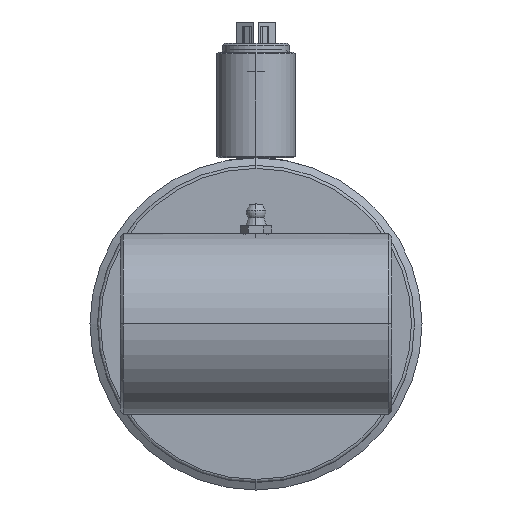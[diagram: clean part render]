
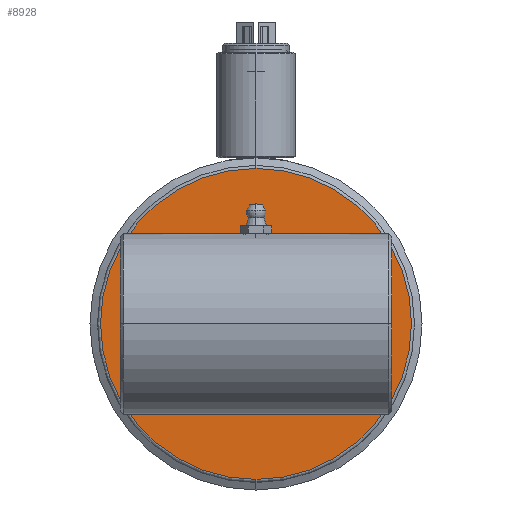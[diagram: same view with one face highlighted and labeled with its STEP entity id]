
A CAD part, left-side view. The second image highlights one B-rep face of the part: STEP entity #8928.
In plain terms, the highlighted planar face has unit normal (-1, 0, 0).
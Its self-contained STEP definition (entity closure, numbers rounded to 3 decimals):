
#265 = CARTESIAN_POINT ( 'NONE',  ( -13., 0., -51.5 ) ) ;
#314 = CIRCLE ( 'NONE', #2820, 51.5 ) ;
#408 = AXIS2_PLACEMENT_3D ( 'NONE', #1841, #4038, #6404 ) ;
#563 = AXIS2_PLACEMENT_3D ( 'NONE', #5117, #5162, #8902 ) ;
#576 = CARTESIAN_POINT ( 'NONE',  ( -13., 0., 51.5 ) ) ;
#1701 = VERTEX_POINT ( 'NONE', #576 ) ;
#1841 = CARTESIAN_POINT ( 'NONE',  ( -13., 0., 0. ) ) ;
#2290 = ORIENTED_EDGE ( 'NONE', *, *, #2454, .T. ) ;
#2454 = EDGE_CURVE ( 'NONE', #1701, #7675, #314, .T. ) ;
#2498 = DIRECTION ( 'NONE',  ( 0., 0., 1. ) ) ;
#2820 = AXIS2_PLACEMENT_3D ( 'NONE', #6962, #6174, #2498 ) ;
#4038 = DIRECTION ( 'NONE',  ( -1., 0., 0. ) ) ;
#4159 = CIRCLE ( 'NONE', #408, 51.5 ) ;
#4419 = PLANE ( 'NONE',  #563 ) ;
#4831 = EDGE_CURVE ( 'NONE', #7675, #1701, #4159, .T. ) ;
#5117 = CARTESIAN_POINT ( 'NONE',  ( -13., 0., 51.5 ) ) ;
#5162 = DIRECTION ( 'NONE',  ( -1., 0., 0. ) ) ;
#5603 = EDGE_LOOP ( 'NONE', ( #2290, #6788 ) ) ;
#6174 = DIRECTION ( 'NONE',  ( -1., 0., 0. ) ) ;
#6404 = DIRECTION ( 'NONE',  ( 0., 0., 1. ) ) ;
#6788 = ORIENTED_EDGE ( 'NONE', *, *, #4831, .T. ) ;
#6962 = CARTESIAN_POINT ( 'NONE',  ( -13., 0., 0. ) ) ;
#7371 = FACE_OUTER_BOUND ( 'NONE', #5603, .T. ) ;
#7675 = VERTEX_POINT ( 'NONE', #265 ) ;
#8902 = DIRECTION ( 'NONE',  ( 0., 0., 1. ) ) ;
#8928 = ADVANCED_FACE ( 'NONE', ( #7371 ), #4419, .T. ) ;
